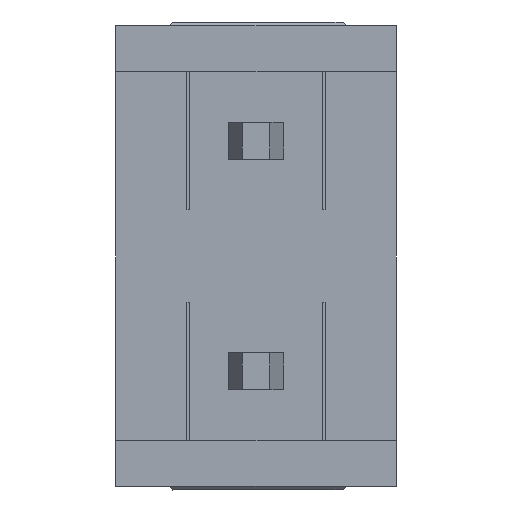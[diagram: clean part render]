
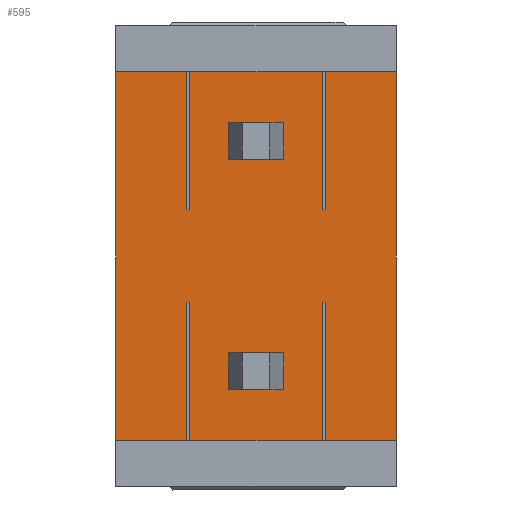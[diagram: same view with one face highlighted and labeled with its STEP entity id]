
A CAD part, front view. The second image highlights one B-rep face of the part: STEP entity #595.
In plain terms, the highlighted planar face has unit normal (0, -1, 0).
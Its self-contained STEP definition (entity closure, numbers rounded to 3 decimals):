
#397=AXIS2_PLACEMENT_3D('Plane Axis2P3D',#394,#395,#396) ;
#85=CARTESIAN_POINT('Vertex',(-1.52,0.5,-2.)) ;
#88=CARTESIAN_POINT('Line Origine',(-1.52,0.5,0.)) ;
#92=CARTESIAN_POINT('Vertex',(-1.52,0.5,2.)) ;
#324=CARTESIAN_POINT('Vertex',(-0.75,0.5,-2.)) ;
#327=CARTESIAN_POINT('Line Origine',(-1.135,0.5,-2.)) ;
#336=CARTESIAN_POINT('Vertex',(1.52,0.5,-2.)) ;
#339=CARTESIAN_POINT('Line Origine',(1.135,0.5,-2.)) ;
#343=CARTESIAN_POINT('Vertex',(0.75,0.5,-2.)) ;
#364=CARTESIAN_POINT('Vertex',(0.725,0.5,-2.)) ;
#367=CARTESIAN_POINT('Line Origine',(0.,0.5,-2.)) ;
#371=CARTESIAN_POINT('Vertex',(-0.725,0.5,-2.)) ;
#394=CARTESIAN_POINT('Axis2P3D Location',(-1.52,0.5,2.)) ;
#399=CARTESIAN_POINT('Line Origine',(0.75,0.5,-1.25)) ;
#403=CARTESIAN_POINT('Vertex',(0.75,0.5,-0.5)) ;
#406=CARTESIAN_POINT('Line Origine',(1.52,0.5,0.)) ;
#410=CARTESIAN_POINT('Vertex',(1.52,0.5,2.)) ;
#413=CARTESIAN_POINT('Line Origine',(1.135,0.5,2.)) ;
#417=CARTESIAN_POINT('Vertex',(0.75,0.5,2.)) ;
#420=CARTESIAN_POINT('Line Origine',(0.75,0.5,1.25)) ;
#424=CARTESIAN_POINT('Vertex',(0.75,0.5,0.5)) ;
#427=CARTESIAN_POINT('Line Origine',(0.737,0.5,0.5)) ;
#431=CARTESIAN_POINT('Vertex',(0.725,0.5,0.5)) ;
#434=CARTESIAN_POINT('Line Origine',(0.725,0.5,1.25)) ;
#438=CARTESIAN_POINT('Vertex',(0.725,0.5,2.)) ;
#441=CARTESIAN_POINT('Line Origine',(0.,0.5,2.)) ;
#445=CARTESIAN_POINT('Vertex',(-0.725,0.5,2.)) ;
#448=CARTESIAN_POINT('Line Origine',(-0.725,0.5,1.25)) ;
#452=CARTESIAN_POINT('Vertex',(-0.725,0.5,0.5)) ;
#455=CARTESIAN_POINT('Line Origine',(-0.738,0.5,0.5)) ;
#459=CARTESIAN_POINT('Vertex',(-0.75,0.5,0.5)) ;
#462=CARTESIAN_POINT('Line Origine',(-0.75,0.5,1.25)) ;
#466=CARTESIAN_POINT('Vertex',(-0.75,0.5,2.)) ;
#469=CARTESIAN_POINT('Line Origine',(-1.135,0.5,2.)) ;
#474=CARTESIAN_POINT('Line Origine',(-0.75,0.5,-1.25)) ;
#478=CARTESIAN_POINT('Vertex',(-0.75,0.5,-0.5)) ;
#481=CARTESIAN_POINT('Line Origine',(-0.738,0.5,-0.5)) ;
#485=CARTESIAN_POINT('Vertex',(-0.725,0.5,-0.5)) ;
#488=CARTESIAN_POINT('Line Origine',(-0.725,0.5,-1.25)) ;
#493=CARTESIAN_POINT('Line Origine',(0.725,0.5,-1.25)) ;
#497=CARTESIAN_POINT('Vertex',(0.725,0.5,-0.5)) ;
#500=CARTESIAN_POINT('Line Origine',(0.737,0.5,-0.5)) ;
#527=CARTESIAN_POINT('Line Origine',(0.,0.5,1.45)) ;
#531=CARTESIAN_POINT('Vertex',(-0.3,0.5,1.45)) ;
#533=CARTESIAN_POINT('Vertex',(0.3,0.5,1.45)) ;
#536=CARTESIAN_POINT('Line Origine',(0.3,0.5,1.25)) ;
#540=CARTESIAN_POINT('Vertex',(0.3,0.5,1.05)) ;
#543=CARTESIAN_POINT('Line Origine',(0.,0.5,1.05)) ;
#547=CARTESIAN_POINT('Vertex',(-0.3,0.5,1.05)) ;
#550=CARTESIAN_POINT('Line Origine',(-0.3,0.5,1.25)) ;
#561=CARTESIAN_POINT('Line Origine',(0.,0.5,-1.05)) ;
#565=CARTESIAN_POINT('Vertex',(-0.3,0.5,-1.05)) ;
#567=CARTESIAN_POINT('Vertex',(0.3,0.5,-1.05)) ;
#570=CARTESIAN_POINT('Line Origine',(0.3,0.5,-1.25)) ;
#574=CARTESIAN_POINT('Vertex',(0.3,0.5,-1.45)) ;
#577=CARTESIAN_POINT('Line Origine',(0.,0.5,-1.45)) ;
#581=CARTESIAN_POINT('Vertex',(-0.3,0.5,-1.45)) ;
#584=CARTESIAN_POINT('Line Origine',(-0.3,0.5,-1.25)) ;
#89=DIRECTION('Vector Direction',(0.,0.,-1.)) ;
#328=DIRECTION('Vector Direction',(1.,0.,0.)) ;
#340=DIRECTION('Vector Direction',(1.,0.,0.)) ;
#368=DIRECTION('Vector Direction',(1.,0.,0.)) ;
#395=DIRECTION('Axis2P3D Direction',(0.,1.,0.)) ;
#396=DIRECTION('Axis2P3D XDirection',(0.,0.,-1.)) ;
#400=DIRECTION('Vector Direction',(0.,0.,-1.)) ;
#407=DIRECTION('Vector Direction',(0.,0.,-1.)) ;
#414=DIRECTION('Vector Direction',(1.,0.,0.)) ;
#421=DIRECTION('Vector Direction',(0.,0.,-1.)) ;
#428=DIRECTION('Vector Direction',(1.,0.,0.)) ;
#435=DIRECTION('Vector Direction',(0.,0.,-1.)) ;
#442=DIRECTION('Vector Direction',(1.,0.,0.)) ;
#449=DIRECTION('Vector Direction',(0.,0.,-1.)) ;
#456=DIRECTION('Vector Direction',(1.,0.,0.)) ;
#463=DIRECTION('Vector Direction',(0.,0.,-1.)) ;
#470=DIRECTION('Vector Direction',(1.,0.,0.)) ;
#475=DIRECTION('Vector Direction',(0.,0.,-1.)) ;
#482=DIRECTION('Vector Direction',(1.,0.,0.)) ;
#489=DIRECTION('Vector Direction',(0.,0.,-1.)) ;
#494=DIRECTION('Vector Direction',(0.,0.,-1.)) ;
#501=DIRECTION('Vector Direction',(1.,0.,0.)) ;
#528=DIRECTION('Vector Direction',(1.,0.,0.)) ;
#537=DIRECTION('Vector Direction',(0.,0.,-1.)) ;
#544=DIRECTION('Vector Direction',(1.,0.,0.)) ;
#551=DIRECTION('Vector Direction',(0.,0.,-1.)) ;
#562=DIRECTION('Vector Direction',(1.,0.,0.)) ;
#571=DIRECTION('Vector Direction',(0.,0.,-1.)) ;
#578=DIRECTION('Vector Direction',(1.,0.,0.)) ;
#585=DIRECTION('Vector Direction',(0.,0.,-1.)) ;
#90=VECTOR('Line Direction',#89,1.) ;
#329=VECTOR('Line Direction',#328,1.) ;
#341=VECTOR('Line Direction',#340,1.) ;
#369=VECTOR('Line Direction',#368,1.) ;
#401=VECTOR('Line Direction',#400,1.) ;
#408=VECTOR('Line Direction',#407,1.) ;
#415=VECTOR('Line Direction',#414,1.) ;
#422=VECTOR('Line Direction',#421,1.) ;
#429=VECTOR('Line Direction',#428,1.) ;
#436=VECTOR('Line Direction',#435,1.) ;
#443=VECTOR('Line Direction',#442,1.) ;
#450=VECTOR('Line Direction',#449,1.) ;
#457=VECTOR('Line Direction',#456,1.) ;
#464=VECTOR('Line Direction',#463,1.) ;
#471=VECTOR('Line Direction',#470,1.) ;
#476=VECTOR('Line Direction',#475,1.) ;
#483=VECTOR('Line Direction',#482,1.) ;
#490=VECTOR('Line Direction',#489,1.) ;
#495=VECTOR('Line Direction',#494,1.) ;
#502=VECTOR('Line Direction',#501,1.) ;
#529=VECTOR('Line Direction',#528,1.) ;
#538=VECTOR('Line Direction',#537,1.) ;
#545=VECTOR('Line Direction',#544,1.) ;
#552=VECTOR('Line Direction',#551,1.) ;
#563=VECTOR('Line Direction',#562,1.) ;
#572=VECTOR('Line Direction',#571,1.) ;
#579=VECTOR('Line Direction',#578,1.) ;
#586=VECTOR('Line Direction',#585,1.) ;
#506=ORIENTED_EDGE('',*,*,#405,.T.) ;
#507=ORIENTED_EDGE('',*,*,#345,.T.) ;
#508=ORIENTED_EDGE('',*,*,#412,.F.) ;
#509=ORIENTED_EDGE('',*,*,#419,.F.) ;
#510=ORIENTED_EDGE('',*,*,#426,.T.) ;
#511=ORIENTED_EDGE('',*,*,#433,.F.) ;
#512=ORIENTED_EDGE('',*,*,#440,.F.) ;
#513=ORIENTED_EDGE('',*,*,#447,.F.) ;
#514=ORIENTED_EDGE('',*,*,#454,.T.) ;
#515=ORIENTED_EDGE('',*,*,#461,.F.) ;
#516=ORIENTED_EDGE('',*,*,#468,.F.) ;
#517=ORIENTED_EDGE('',*,*,#473,.F.) ;
#518=ORIENTED_EDGE('',*,*,#94,.T.) ;
#519=ORIENTED_EDGE('',*,*,#331,.T.) ;
#520=ORIENTED_EDGE('',*,*,#480,.F.) ;
#521=ORIENTED_EDGE('',*,*,#487,.T.) ;
#522=ORIENTED_EDGE('',*,*,#492,.T.) ;
#523=ORIENTED_EDGE('',*,*,#373,.T.) ;
#524=ORIENTED_EDGE('',*,*,#499,.F.) ;
#525=ORIENTED_EDGE('',*,*,#504,.T.) ;
#556=ORIENTED_EDGE('',*,*,#535,.T.) ;
#557=ORIENTED_EDGE('',*,*,#542,.T.) ;
#558=ORIENTED_EDGE('',*,*,#549,.F.) ;
#559=ORIENTED_EDGE('',*,*,#554,.F.) ;
#590=ORIENTED_EDGE('',*,*,#569,.T.) ;
#591=ORIENTED_EDGE('',*,*,#576,.T.) ;
#592=ORIENTED_EDGE('',*,*,#583,.F.) ;
#593=ORIENTED_EDGE('',*,*,#588,.F.) ;
#560=FACE_BOUND('',#555,.T.) ;
#594=FACE_BOUND('',#589,.T.) ;
#595=ADVANCED_FACE('',(#526,#560,#594),#398,.F.) ;
#94=EDGE_CURVE('',#93,#86,#91,.T.) ;
#331=EDGE_CURVE('',#86,#325,#330,.T.) ;
#345=EDGE_CURVE('',#344,#337,#342,.T.) ;
#373=EDGE_CURVE('',#372,#365,#370,.T.) ;
#405=EDGE_CURVE('',#404,#344,#402,.T.) ;
#412=EDGE_CURVE('',#411,#337,#409,.T.) ;
#419=EDGE_CURVE('',#418,#411,#416,.T.) ;
#426=EDGE_CURVE('',#418,#425,#423,.T.) ;
#433=EDGE_CURVE('',#432,#425,#430,.T.) ;
#440=EDGE_CURVE('',#439,#432,#437,.T.) ;
#447=EDGE_CURVE('',#446,#439,#444,.T.) ;
#454=EDGE_CURVE('',#446,#453,#451,.T.) ;
#461=EDGE_CURVE('',#460,#453,#458,.T.) ;
#468=EDGE_CURVE('',#467,#460,#465,.T.) ;
#473=EDGE_CURVE('',#93,#467,#472,.T.) ;
#480=EDGE_CURVE('',#479,#325,#477,.T.) ;
#487=EDGE_CURVE('',#479,#486,#484,.T.) ;
#492=EDGE_CURVE('',#486,#372,#491,.T.) ;
#499=EDGE_CURVE('',#498,#365,#496,.T.) ;
#504=EDGE_CURVE('',#498,#404,#503,.T.) ;
#535=EDGE_CURVE('',#532,#534,#530,.T.) ;
#542=EDGE_CURVE('',#534,#541,#539,.T.) ;
#549=EDGE_CURVE('',#548,#541,#546,.T.) ;
#554=EDGE_CURVE('',#532,#548,#553,.T.) ;
#569=EDGE_CURVE('',#566,#568,#564,.T.) ;
#576=EDGE_CURVE('',#568,#575,#573,.T.) ;
#583=EDGE_CURVE('',#582,#575,#580,.T.) ;
#588=EDGE_CURVE('',#566,#582,#587,.T.) ;
#505=EDGE_LOOP('',(#506,#507,#508,#509,#510,#511,#512,#513,#514,#515,#516,#517,#518,#519,#520,#521,#522,#523,#524,#525)) ;
#555=EDGE_LOOP('',(#556,#557,#558,#559)) ;
#589=EDGE_LOOP('',(#590,#591,#592,#593)) ;
#526=FACE_OUTER_BOUND('',#505,.T.) ;
#91=LINE('Line',#88,#90) ;
#330=LINE('Line',#327,#329) ;
#342=LINE('Line',#339,#341) ;
#370=LINE('Line',#367,#369) ;
#402=LINE('Line',#399,#401) ;
#409=LINE('Line',#406,#408) ;
#416=LINE('Line',#413,#415) ;
#423=LINE('Line',#420,#422) ;
#430=LINE('Line',#427,#429) ;
#437=LINE('Line',#434,#436) ;
#444=LINE('Line',#441,#443) ;
#451=LINE('Line',#448,#450) ;
#458=LINE('Line',#455,#457) ;
#465=LINE('Line',#462,#464) ;
#472=LINE('Line',#469,#471) ;
#477=LINE('Line',#474,#476) ;
#484=LINE('Line',#481,#483) ;
#491=LINE('Line',#488,#490) ;
#496=LINE('Line',#493,#495) ;
#503=LINE('Line',#500,#502) ;
#530=LINE('Line',#527,#529) ;
#539=LINE('Line',#536,#538) ;
#546=LINE('Line',#543,#545) ;
#553=LINE('Line',#550,#552) ;
#564=LINE('Line',#561,#563) ;
#573=LINE('Line',#570,#572) ;
#580=LINE('Line',#577,#579) ;
#587=LINE('Line',#584,#586) ;
#398=PLANE('Plane',#397) ;
#86=VERTEX_POINT('',#85) ;
#93=VERTEX_POINT('',#92) ;
#325=VERTEX_POINT('',#324) ;
#337=VERTEX_POINT('',#336) ;
#344=VERTEX_POINT('',#343) ;
#365=VERTEX_POINT('',#364) ;
#372=VERTEX_POINT('',#371) ;
#404=VERTEX_POINT('',#403) ;
#411=VERTEX_POINT('',#410) ;
#418=VERTEX_POINT('',#417) ;
#425=VERTEX_POINT('',#424) ;
#432=VERTEX_POINT('',#431) ;
#439=VERTEX_POINT('',#438) ;
#446=VERTEX_POINT('',#445) ;
#453=VERTEX_POINT('',#452) ;
#460=VERTEX_POINT('',#459) ;
#467=VERTEX_POINT('',#466) ;
#479=VERTEX_POINT('',#478) ;
#486=VERTEX_POINT('',#485) ;
#498=VERTEX_POINT('',#497) ;
#532=VERTEX_POINT('',#531) ;
#534=VERTEX_POINT('',#533) ;
#541=VERTEX_POINT('',#540) ;
#548=VERTEX_POINT('',#547) ;
#566=VERTEX_POINT('',#565) ;
#568=VERTEX_POINT('',#567) ;
#575=VERTEX_POINT('',#574) ;
#582=VERTEX_POINT('',#581) ;
